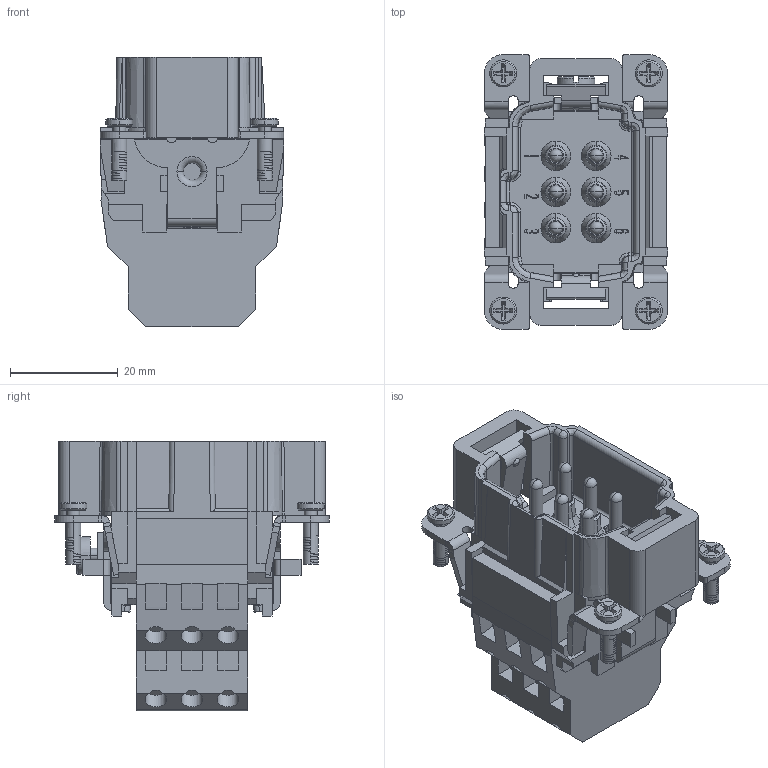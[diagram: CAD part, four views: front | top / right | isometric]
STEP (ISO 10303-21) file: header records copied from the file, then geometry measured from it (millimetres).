
FILE_DESCRIPTION((''),'2;1');
FILE_NAME('10-B','2017-07-27T',('tl.yang'),(''),'PRO/ENGINEER BY PARAMETRIC TECHNOLOGY CORPORATION, 2011500','PRO/ENGINEER BY PARAMETRIC TECHNOLOGY CORPORATION, 2011500','');
FILE_SCHEMA(('CONFIG_CONTROL_DESIGN'));
Length unit declared in the file: millimetre
Products named in the file (1): 10-B
Bounding box: 34 x 51 x 49.96 mm (x, y, z)
Volume: 31336.9 mm3; surface area: 16046.5 mm2
Topology: 1 solids, 2 shells, 1342 faces, 4058 edges, 2743 vertices
Faces by surface type: plane 962, cylinder 240, cone 60, bspline 50, sphere 24, torus 6
Entity records: 48590 total; most frequent: CARTESIAN_POINT 12401, ORIENTED_EDGE 8076, DIRECTION 6792, EDGE_CURVE 4038, VECTOR 3132, LINE 3132, VERTEX_POINT 2743, AXIS2_PLACEMENT_3D 1830
